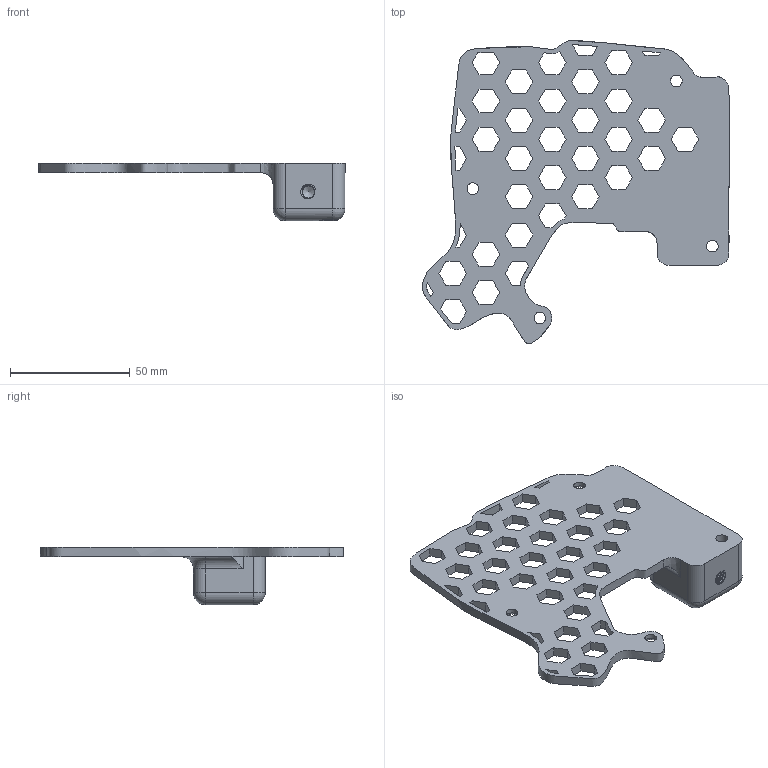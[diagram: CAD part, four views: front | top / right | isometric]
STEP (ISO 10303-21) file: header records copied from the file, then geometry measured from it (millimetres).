
FILE_DESCRIPTION(/* description */ (''),/* implementation_level */ '2;1');
FILE_NAME(/* name */ 'charybdisNano_plate_v13.step',/* time_stamp */ '2022-04-19T18:19:18-06:00',/* author */ (''),/* organization */ (''),/* preprocessor_version */ 'ST-DEVELOPER v18.1',/* originating_system */ 'Autodesk Translation Framework v10.14.0.1471',/* authorisation */ '');
FILE_SCHEMA (('AUTOMOTIVE_DESIGN { 1 0 10303 214 3 1 1 }'));
Length unit declared in the file: millimetre
Products named in the file (1): cnanoBase
Bounding box: 128.2 x 126.71 x 24 mm (x, y, z)
Volume: 47186.4 mm3; surface area: 25797.4 mm2
Topology: 1 solids, 1 shells, 289 faces, 846 edges, 558 vertices
Faces by surface type: plane 200, cylinder 51, bspline 25, cone 6, sphere 4, torus 3
Full cylindrical faces by diameter (mm): 4.892 x4, 5.118 x7, 5.218 x7, 6.35 x3, 6.45 x2, 9 x1
Entity records: 25801 total; most frequent: CARTESIAN_POINT 18315, ORIENTED_EDGE 1688, DIRECTION 1259, EDGE_CURVE 844, LINE 625, VECTOR 625, VERTEX_POINT 558, EDGE_LOOP 368
